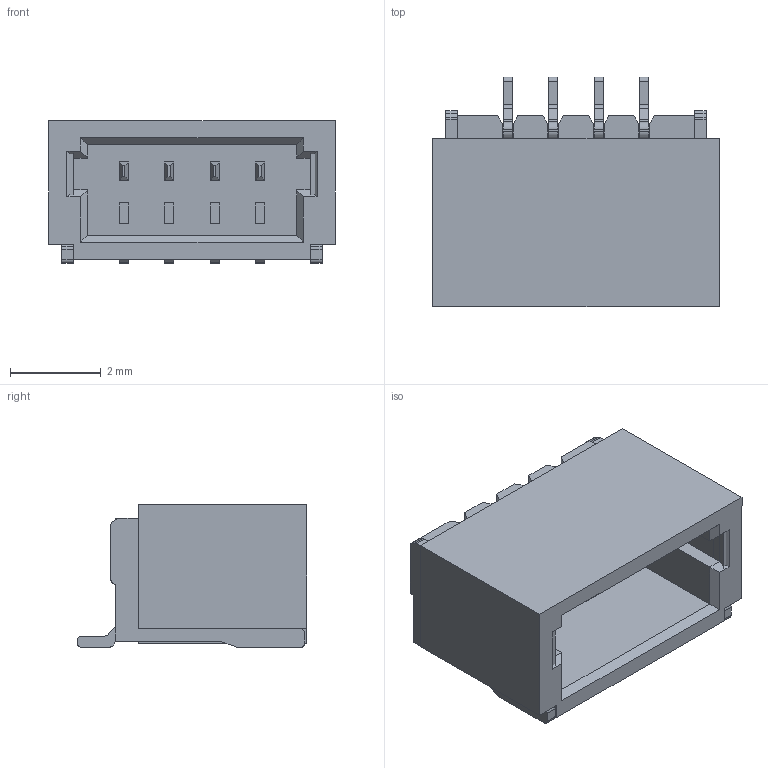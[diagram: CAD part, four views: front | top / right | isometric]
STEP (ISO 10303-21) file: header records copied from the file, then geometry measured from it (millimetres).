
FILE_DESCRIPTION (( 'STEP AP214' ), '1' );
FILE_NAME ('CONN-SMD_4P-P1.00_HCTL_HC-1.0-4PWT.step', '2022-07-29T13:43:02', ( '' ), ( '' ), 'SwSTEP 2.0', 'SolidWorks 2020', '' );
FILE_SCHEMA (( 'AUTOMOTIVE_DESIGN' ));
Length unit declared in the file: millimetre
Products named in the file (1): CONN-SMD_4P-P1.00_HCTL_HC-1.0-4PWT
Bounding box: 6.3 x 5.05 x 3.14 mm (x, y, z)
Volume: 48.7 mm3; surface area: 267.7 mm2
Topology: 16 solids, 16 shells, 529 faces, 1394 edges, 920 vertices
Faces by surface type: plane 373, bspline 112, cylinder 44
Entity records: 22906 total; most frequent: CARTESIAN_POINT 4584, ORIENTED_EDGE 2788, DIRECTION 2047, EDGE_CURVE 1394, LINE 1035, VECTOR 1035, VERTEX_POINT 920, EDGE_LOOP 564
